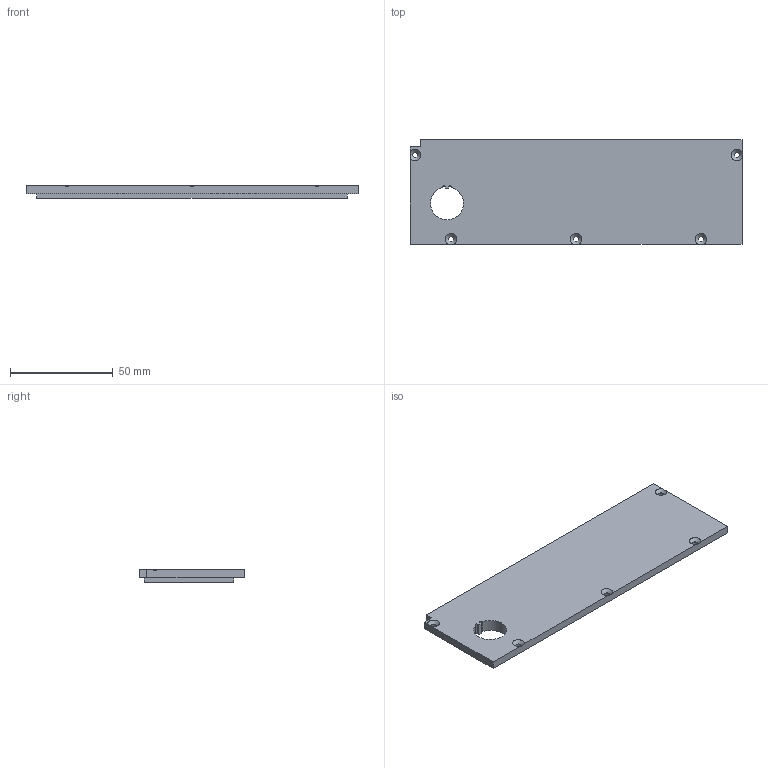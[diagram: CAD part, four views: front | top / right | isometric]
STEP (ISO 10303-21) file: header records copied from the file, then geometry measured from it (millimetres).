
FILE_DESCRIPTION(/* description */ (''),/* implementation_level */ '2;1');
FILE_NAME(/* name */ 'top_cover_right.step',/* time_stamp */ '2025-09-03T11:11:34+02:00',/* author */ (''),/* organization */ (''),/* preprocessor_version */ 'ST-DEVELOPER v20.1',/* originating_system */ 'Autodesk Translation Framework v14.10.0.0',/* authorisation */ '');
FILE_SCHEMA (('AUTOMOTIVE_DESIGN { 1 0 10303 214 3 1 1 }'));
Length unit declared in the file: millimetre
Products named in the file (1): top_cover_right
Bounding box: 161.8 x 51 x 5.9 mm (x, y, z)
Volume: 43950.9 mm3; surface area: 18900.6 mm2
Topology: 1 solids, 1 shells, 31 faces, 94 edges, 61 vertices
Faces by surface type: plane 16, cylinder 10, cone 5
Full cylindrical faces by diameter (mm): 2.6 x5
Entity records: 1115 total; most frequent: CARTESIAN_POINT 199, ORIENTED_EDGE 188, DIRECTION 181, EDGE_CURVE 94, VERTEX_POINT 61, AXIS2_PLACEMENT_3D 61, LINE 59, VECTOR 59
